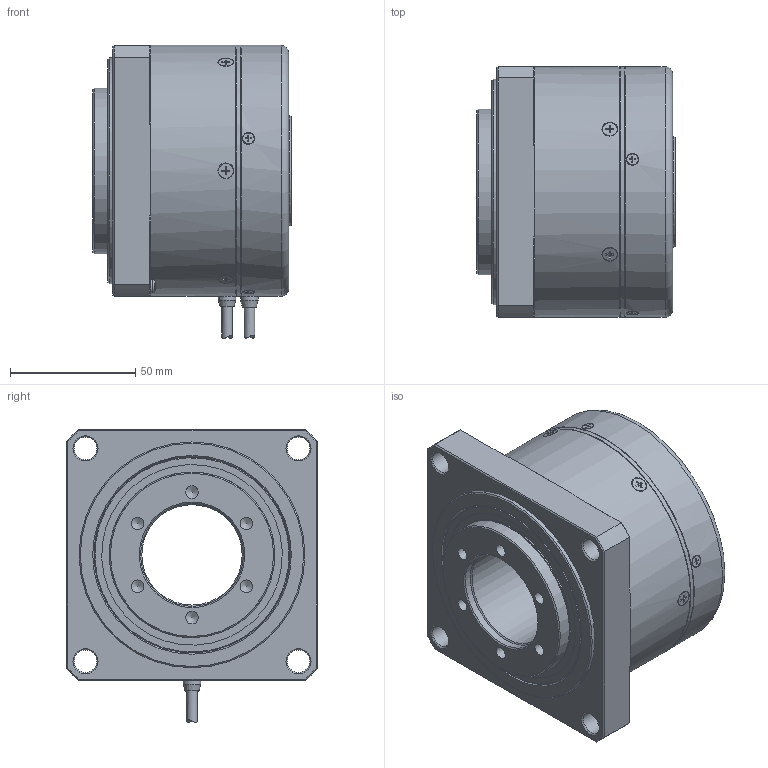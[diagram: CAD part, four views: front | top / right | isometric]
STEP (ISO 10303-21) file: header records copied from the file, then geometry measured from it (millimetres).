
FILE_DESCRIPTION(('STEP AP203'),'1');
FILE_NAME('L21C04F MDH-10018-21B.stp','2023-07-12T07:50:48',(' '),(' '),'Spatial InterOp 3D',' ',' ');
FILE_SCHEMA(('CONFIG_CONTROL_DESIGN'));
Length unit declared in the file: millimetre
Products named in the file (1): L21C04F MDH-10018-21B
Bounding box: 79 x 100 x 116.84 mm (x, y, z)
Volume: 508958.7 mm3; surface area: 56275.6 mm2
Topology: 1 solids, 2 shells, 356 faces, 883 edges, 568 vertices
Faces by surface type: plane 204, cylinder 85, cone 60, torus 6, sphere 1
Full cylindrical faces by diameter (mm): 2.5 x3, 4.2 x2, 4.5 x4, 4.8 x4, 5 x12, 6 x6, 6.3 x6, 7 x2, 9 x4, 40 x1, 41 x1, 43.9 x1, 51 x1, 66 x2, 72 x1, 78 x1, 90 x1, 100 x3
Entity records: 10972 total; most frequent: CARTESIAN_POINT 3033, DIRECTION 1628, ORIENTED_EDGE 1466, EDGE_CURVE 733, AXIS2_PLACEMENT_3D 598, VERTEX_POINT 527, EDGE_LOOP 506, LINE 432
